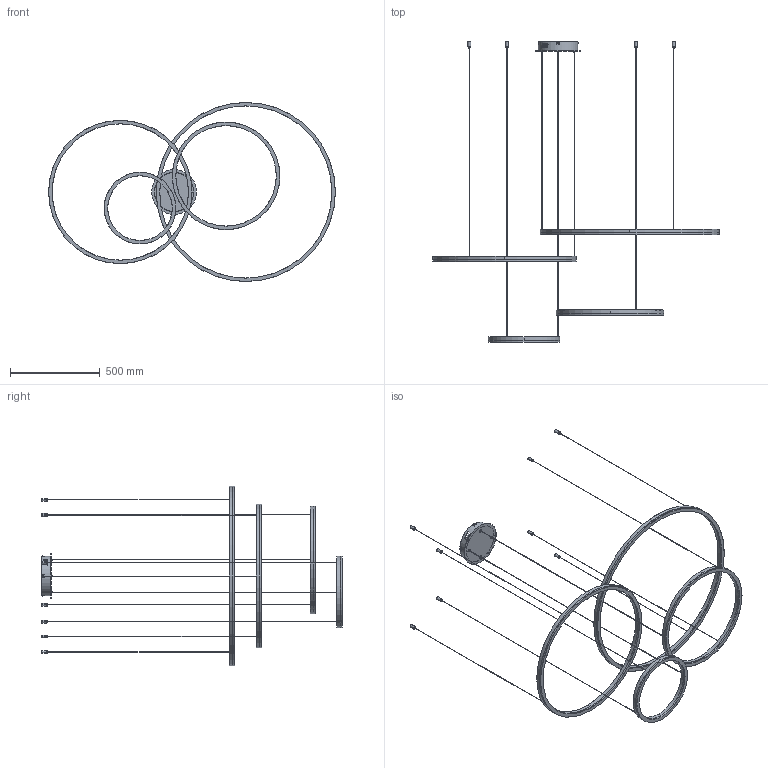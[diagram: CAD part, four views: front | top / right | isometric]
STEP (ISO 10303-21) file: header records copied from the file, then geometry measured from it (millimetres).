
FILE_DESCRIPTION((''),'2;1');
FILE_NAME('XDDD-002_ASM','2023-03-30T23:59:31',('Administrator'),(''),'CREO PARAMETRIC BY PTC INC, 2020053','CREO PARAMETRIC BY PTC INC, 2020053','');
FILE_SCHEMA(('CONFIG_CONTROL_DESIGN'));
Length unit declared in the file: millimetre
Products named in the file (22): XDDD-001-01; XDDD-001-06; TM4X8; XDDD-001-02; XDDD-001-07-1000; XDDD-001-07-800; XDDD-001-07-600; XDDD-001-07-400; XDDD-001-05-1000-1; XDDD-001-05-1000-2; XDDD-001-05-800-1; XDDD-001-05-800-2; XDDD-001-05-600-1; XDDD-001-05-600-2; XDDD-001-05-400-1; XDDD-001-05-400-2; XDDD-001-08-1000; XDDD-001-04; XDDD-001-08-800; XDDD-001-08-600; XDDD-001-08-400; XDDD-002_ASM
Assembly tree (47 placements, depth 2):
  XDDD-002_ASM
    XDDD-001-01
    XDDD-001-06  x2
    TM4X8  x4
    XDDD-001-02  x12
    XDDD-001-07-1000
    XDDD-001-07-800
    XDDD-001-07-600
    XDDD-001-07-400
    XDDD-001-05-1000-1
    XDDD-001-05-1000-2
    XDDD-001-05-800-1
    XDDD-001-05-800-2
    XDDD-001-05-600-1
    XDDD-001-05-600-2
    XDDD-001-05-400-1
    XDDD-001-05-400-2
    XDDD-001-08-1000  x2
    XDDD-001-04  x8
    XDDD-001-08-800  x2
    XDDD-001-08-600  x2
    XDDD-001-08-400  x2
Bounding box: 1600 x 1677 x 1000 mm (x, y, z)
Volume: 5345183.1 mm3; surface area: 1470687.6 mm2
Topology: 47 solids, 47 shells, 934 faces, 2162 edges, 1360 vertices
Faces by surface type: cylinder 394, plane 284, torus 168, cone 56, bspline 24, sphere 8
Entity records: 15539 total; most frequent: CARTESIAN_POINT 5370, DIRECTION 2189, ORIENTED_EDGE 1926, EDGE_CURVE 963, AXIS2_PLACEMENT_3D 933, VERTEX_POINT 613, EDGE_LOOP 476, CIRCLE 465
